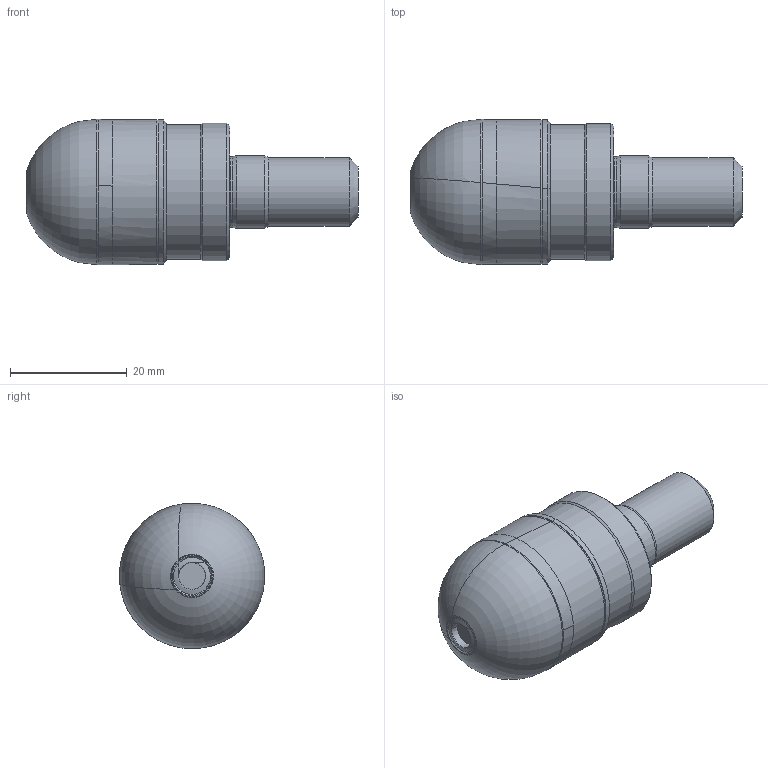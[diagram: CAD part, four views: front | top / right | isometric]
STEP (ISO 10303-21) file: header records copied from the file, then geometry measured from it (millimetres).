
FILE_DESCRIPTION(/* description */ (''),/* implementation_level */ '2;1');
FILE_NAME(/* name */ 'AAAPMR-SWB225-D25-M12-L35_stp.stp',/* time_stamp */ '2023-09-29T19:29:21+03:00',/* author */ (''),/* organization */ (''),/* preprocessor_version */ 'ST-DEVELOPER v19.4',/* originating_system */ 'SIEMENS PLM Software NX2306.5001',/* authorisation */ '');
FILE_SCHEMA (('AUTOMOTIVE_DESIGN { 1 0 10303 214 3 1 1 1 }'));
Length unit declared in the file: millimetre
Products named in the file (1): APMR-SWB225-D25-M12-L35_stp
Bounding box: 56.9 x 24.87 x 24.89 mm (x, y, z)
Volume: 23960.7 mm3; surface area: 6345.5 mm2
Topology: 2 solids, 2 shells, 56 faces, 114 edges, 61 vertices
Faces by surface type: cone 19, revolution 12, bspline 8, cylinder 6, torus 5, plane 3, sphere 3
Full cylindrical faces by diameter (mm): 11.75 x1, 12.1 x1, 12.5 x1, 23.1 x1, 23.5 x1
Entity records: 2136 total; most frequent: CARTESIAN_POINT 1172, ORIENTED_EDGE 202, DIRECTION 138, EDGE_CURVE 101, EDGE_LOOP 70, B_SPLINE_CURVE_WITH_KNOTS 67, VERTEX_POINT 61, AXIS2_PLACEMENT_3D 61
